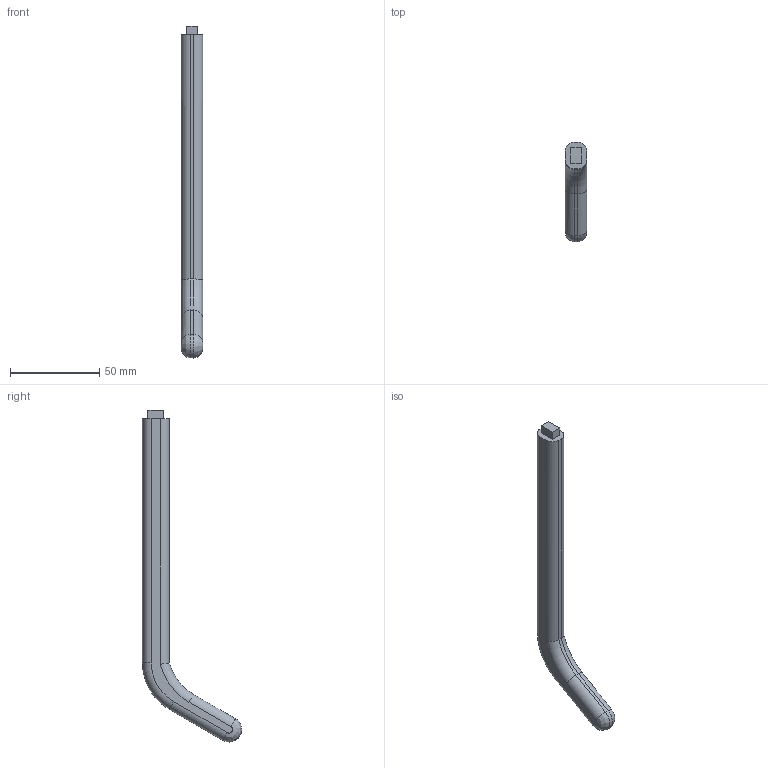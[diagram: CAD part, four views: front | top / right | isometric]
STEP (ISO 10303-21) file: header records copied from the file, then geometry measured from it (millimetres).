
FILE_DESCRIPTION((''),'2;1');
FILE_NAME('240120_GLASSES_EARHOLDER','2024-12-08T00:51:17',('PatzminiHD'),(''),'CREO PARAMETRIC BY PTC INC, 2021063','CREO PARAMETRIC BY PTC INC, 2021063','');
FILE_SCHEMA(('CONFIG_CONTROL_DESIGN'));
Length unit declared in the file: millimetre
Products named in the file (1): 240120_GLASSES_EARHOLDER
Bounding box: 12 x 55.5 x 185.83 mm (x, y, z)
Volume: 31640.6 mm3; surface area: 9422.8 mm2
Topology: 1 solids, 1 shells, 29 faces, 66 edges, 40 vertices
Faces by surface type: plane 12, cylinder 10, torus 4, bspline 2, extrusion 1
Entity records: 1051 total; most frequent: CARTESIAN_POINT 365, DIRECTION 133, ORIENTED_EDGE 132, EDGE_CURVE 66, AXIS2_PLACEMENT_3D 47, VERTEX_POINT 40, VECTOR 39, LINE 38
